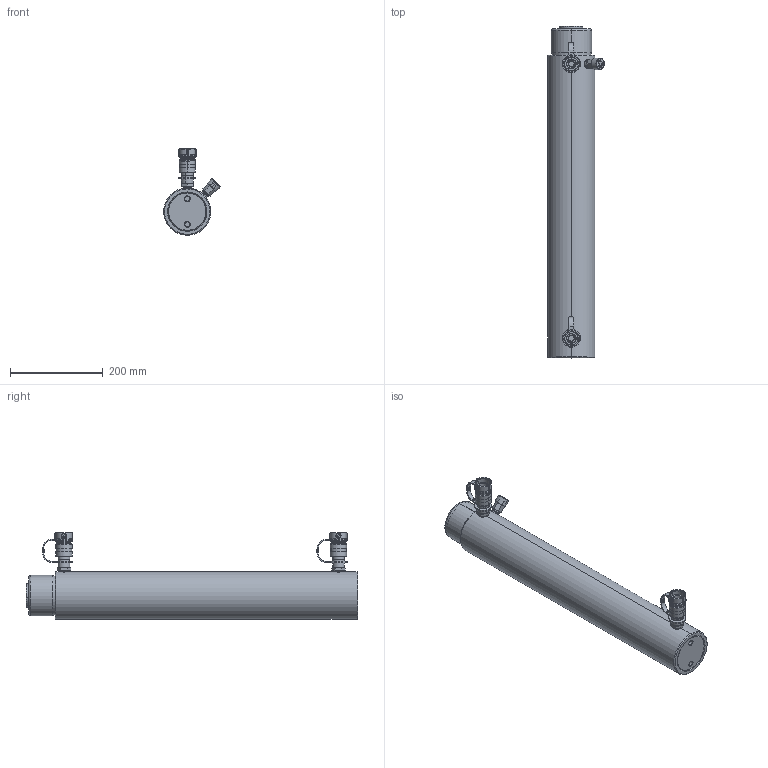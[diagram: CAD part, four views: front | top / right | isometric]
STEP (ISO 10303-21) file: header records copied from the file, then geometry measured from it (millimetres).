
FILE_DESCRIPTION (( 'STEP AP214' ), '1' );
FILE_NAME ('F3020.STEP', '2016-01-04T03:15:56', ( 'SF' ), ( '' ), 'SwSTEP 2.0', 'SolidWorks 2015', '' );
FILE_SCHEMA (( 'AUTOMOTIVE_DESIGN' ));
Length unit declared in the file: millimetre
Products named in the file (38): H02-6-1007-103; 511-7-0575-104; H02-4-6001-104; F30-5-1204-202; H02-6-1004-107; 511-7-0380-008; 573-7-0190-106; 573-7-0380-101; 511-7-0190-205; F30-5-1205-103; 601-7-0014-013; F30-6-1220-105; H02-6-1003-206; F30-6-1820-109; 512-2-0082-117_壓縮; 522-7-0620-108; 511-7-0141-101; 579-7-0620-208; H02-6-1005-109; F30-5-1804-105; F10-3-1610-104; 541-7-0520-103; F10-6-1612-106; H25-6-2305-103; F10-5-1603-109; H25-3-4200-101; 512-2-0067-010; 511-7-0300-105; A17-6-1216-102; H25-6-1103-106; F10-6-1611-104; F30-6-1601-107; F3020; 573-7-0750-108; H02-4-6003-108_彎折; 511-7-0650-203; H02-6-1006-101_彎折; 563-7-0730-104
Assembly tree (40 placements, depth 3):
  F3020
    H25-3-4200-101
      H25-6-1103-106
      511-7-0300-105
    H25-6-2305-103
    541-7-0520-103
    F30-5-1804-105
    579-7-0620-208
    522-7-0620-108
    F30-6-1820-109
    F30-6-1220-105
    F30-5-1205-103
    573-7-0380-101  x2
    511-7-0380-008
    F30-5-1204-202
    511-7-0575-104
    563-7-0730-104
    511-7-0650-203
    573-7-0750-108
    F30-6-1601-107
    F10-3-1610-104
      F10-6-1611-104
      A17-6-1216-102
      512-2-0067-010
      F10-5-1603-109
      F10-6-1612-106
    H02-4-6001-104  x2
      H02-6-1005-109
      511-7-0141-101
      512-2-0082-117_壓縮
      H02-6-1003-206
      601-7-0014-013
      511-7-0190-205
      573-7-0190-106
      H02-6-1004-107
    H02-4-6003-108_彎折  x2
      H02-6-1007-103
      H02-6-1006-101_彎折
Bounding box: 121.78 x 714.02 x 185.97 mm (x, y, z)
Volume: 4640963.4 mm3; surface area: 736533.9 mm2
Topology: 44 solids, 44 shells, 1564 faces, 3689 edges, 2283 vertices
Faces by surface type: plane 501, cylinder 491, cone 278, bspline 158, torus 116, sphere 20
Entity records: 45512 total; most frequent: CARTESIAN_POINT 17404, DIRECTION 5385, ORIENTED_EDGE 5068, EDGE_CURVE 2534, AXIS2_PLACEMENT_3D 2118, VERTEX_POINT 1567, EDGE_LOOP 1227, VECTOR 1149
